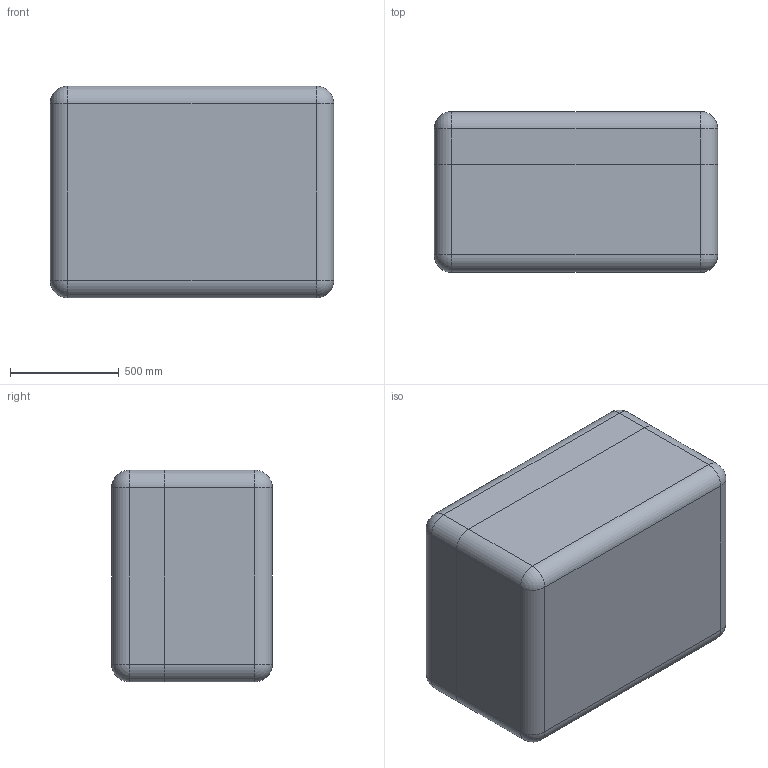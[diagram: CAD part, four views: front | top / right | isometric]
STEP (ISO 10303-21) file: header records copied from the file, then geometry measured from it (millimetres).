
FILE_DESCRIPTION (( 'STEP AP214' ), '1' );
FILE_NAME ('Òðàíñïîðòíûé êîíòåéíåð ÀÄÌÈÐÀË® ÏÐÎÔÅÑÑÈÎÍÀËÜÍÛÅ 225_óïðîùåííàÿ 3D-ìîäåëü.STEP', '2025-09-15T08:41:15', ( '' ), ( '' ), 'SwSTEP 2.0', 'SolidWorks 2021', '' );
FILE_SCHEMA (( 'AUTOMOTIVE_DESIGN' ));
Products named in the file (3): Òðàíñïîðòíûé êîíòåéíåð ÀÄÌÈÐÀË® ÏÐÎÔÅÑÑÈÎÍÀËÜÍÛÅ 225_óïðîùåííàÿ 3D-ìîäåëü; Base 226(óïð); Lid_288_rev2_摨喈楗狅
Assembly tree (2 placements, depth 2):
  Òðàíñïîðòíûé êîíòåéíåð ÀÄÌÈÐÀË® ÏÐÎÔÅÑÑÈÎÍÀËÜÍÛÅ 225_óïðîùåííàÿ 3D-ìîäåëü
    Base 226(óïð)
    Lid_288_rev2_摨喈楗狅
Bounding box: 1305.87 x 739.9 x 974.64 mm (x, y, z)
Volume: 336709789.7 mm3; surface area: 12550407.4 mm2
Topology: 2 solids, 2 shells, 3531 faces, 8402 edges, 4728 vertices
Faces by surface type: cylinder 1444, bspline 836, plane 671, torus 348, sphere 200, cone 32
Entity records: 176723 total; most frequent: CARTESIAN_POINT 102462, ORIENTED_EDGE 16380, DIRECTION 14934, EDGE_CURVE 8190, AXIS2_PLACEMENT_3D 5904, VERTEX_POINT 4716, EDGE_LOOP 3576, ADVANCED_FACE 3519
